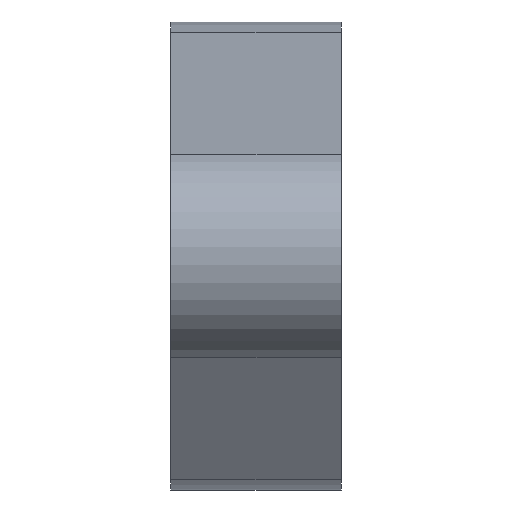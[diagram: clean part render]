
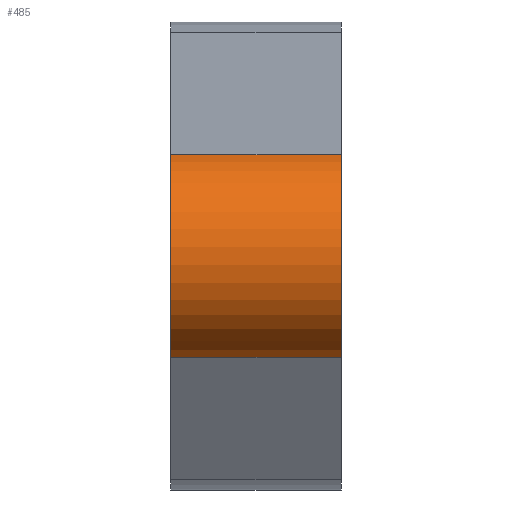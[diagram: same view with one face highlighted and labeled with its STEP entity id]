
A CAD part, left-side view. The second image highlights one B-rep face of the part: STEP entity #485.
In plain terms, the highlighted cylindrical face has radius 6.225 mm (diameter 12.45 mm), a partial arc.
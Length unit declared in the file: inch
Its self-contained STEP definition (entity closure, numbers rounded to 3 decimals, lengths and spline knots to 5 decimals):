
#59 = VERTEX_POINT ( 'NONE', #2508 ) ;
#92 = VECTOR ( 'NONE', #514, 39.37008 ) ;
#167 = ORIENTED_EDGE ( 'NONE', *, *, #1233, .T. ) ;
#244 = CARTESIAN_POINT ( 'NONE',  ( -1.07261, -0.19685, -0.23408 ) ) ;
#314 = AXIS2_PLACEMENT_3D ( 'NONE', #2461, #1667, #354 ) ;
#354 = DIRECTION ( 'NONE',  ( 0., 0., -1. ) ) ;
#366 = VERTEX_POINT ( 'NONE', #244 ) ;
#446 = EDGE_CURVE ( 'NONE', #59, #2444, #710, .T. ) ;
#485 = ADVANCED_FACE ( 'NONE', ( #590 ), #811, .T. ) ;
#514 = DIRECTION ( 'NONE',  ( 0., -1., 0. ) ) ;
#590 = FACE_OUTER_BOUND ( 'NONE', #1330, .T. ) ;
#640 = DIRECTION ( 'NONE',  ( 0., 0., 1. ) ) ;
#710 = LINE ( 'NONE', #2378, #92 ) ;
#751 = DIRECTION ( 'NONE',  ( 0., -1., 0. ) ) ;
#811 = CYLINDRICAL_SURFACE ( 'NONE', #314, 0.24508 ) ;
#903 = AXIS2_PLACEMENT_3D ( 'NONE', #1045, #1882, #640 ) ;
#950 = AXIS2_PLACEMENT_3D ( 'NONE', #1082, #2580, #1722 ) ;
#1045 = CARTESIAN_POINT ( 'NONE',  ( -1., -0.19685, 0. ) ) ;
#1082 = CARTESIAN_POINT ( 'NONE',  ( -1., 0.19685, 0. ) ) ;
#1105 = ORIENTED_EDGE ( 'NONE', *, *, #446, .F. ) ;
#1232 = ORIENTED_EDGE ( 'NONE', *, *, #2658, .F. ) ;
#1233 = EDGE_CURVE ( 'NONE', #1862, #366, #2026, .T. ) ;
#1255 = VECTOR ( 'NONE', #751, 39.37008 ) ;
#1330 = EDGE_LOOP ( 'NONE', ( #2088, #1105, #1232, #167 ) ) ;
#1667 = DIRECTION ( 'NONE',  ( 0., -1., 0. ) ) ;
#1722 = DIRECTION ( 'NONE',  ( 0., 0., 1. ) ) ;
#1862 = VERTEX_POINT ( 'NONE', #2360 ) ;
#1882 = DIRECTION ( 'NONE',  ( 0., 1., 0. ) ) ;
#1922 = CARTESIAN_POINT ( 'NONE',  ( -1.07261, -0.19685, 0.23408 ) ) ;
#1969 = EDGE_CURVE ( 'NONE', #366, #2444, #2256, .T. ) ;
#2002 = CARTESIAN_POINT ( 'NONE',  ( -1.07261, 0.19685, -0.23408 ) ) ;
#2026 = LINE ( 'NONE', #2002, #1255 ) ;
#2088 = ORIENTED_EDGE ( 'NONE', *, *, #1969, .T. ) ;
#2256 = CIRCLE ( 'NONE', #903, 0.24508 ) ;
#2305 = CIRCLE ( 'NONE', #950, 0.24508 ) ;
#2360 = CARTESIAN_POINT ( 'NONE',  ( -1.07261, 0.19685, -0.23408 ) ) ;
#2378 = CARTESIAN_POINT ( 'NONE',  ( -1.07261, 0.19685, 0.23408 ) ) ;
#2444 = VERTEX_POINT ( 'NONE', #1922 ) ;
#2461 = CARTESIAN_POINT ( 'NONE',  ( -1., 0.19685, 0. ) ) ;
#2508 = CARTESIAN_POINT ( 'NONE',  ( -1.07261, 0.19685, 0.23408 ) ) ;
#2580 = DIRECTION ( 'NONE',  ( 0., 1., 0. ) ) ;
#2658 = EDGE_CURVE ( 'NONE', #1862, #59, #2305, .T. ) ;
